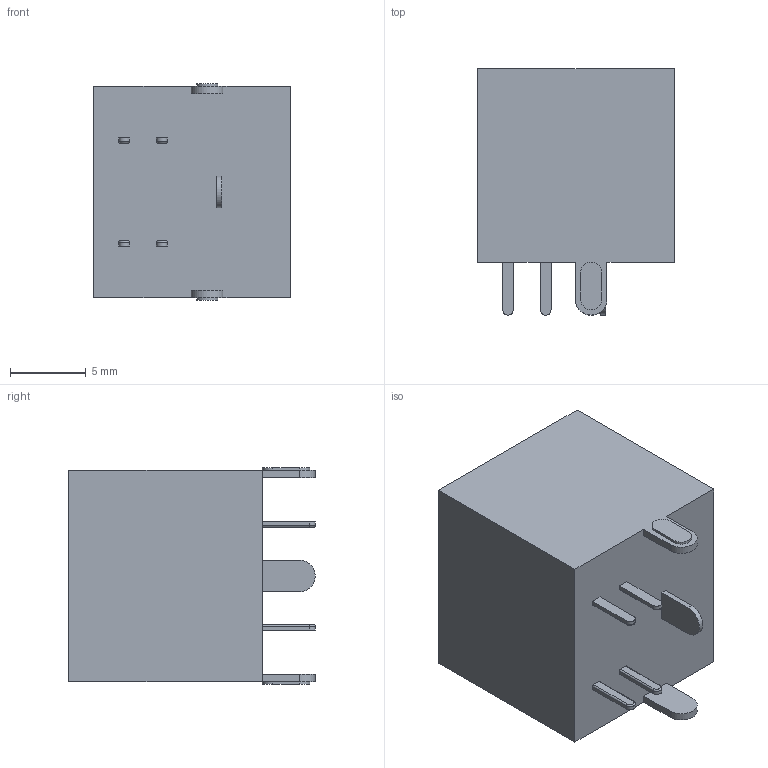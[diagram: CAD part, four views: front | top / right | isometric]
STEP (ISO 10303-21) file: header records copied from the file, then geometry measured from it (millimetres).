
FILE_DESCRIPTION (( 'STEP AP214' ), '1' );
FILE_NAME ('CUI_MD-40SM.step', '2017-08-15T23:22:57', ( '' ), ( '' ), 'SwSTEP 2.0', 'SolidWorks 2017', '' );
FILE_SCHEMA (( 'AUTOMOTIVE_DESIGN' ));
Length unit declared in the file: millimetre
Products named in the file (1): CUI_MD-40SM
Bounding box: 13 x 16.3 x 14.34 mm (x, y, z)
Volume: 2189.1 mm3; surface area: 1781.5 mm2
Topology: 1 solids, 1 shells, 122 faces, 299 edges, 194 vertices
Faces by surface type: plane 87, cylinder 31, torus 4
Entity records: 4860 total; most frequent: CARTESIAN_POINT 616, DIRECTION 611, ORIENTED_EDGE 598, EDGE_CURVE 299, VECTOR 233, LINE 233, VERTEX_POINT 194, AXIS2_PLACEMENT_3D 189
